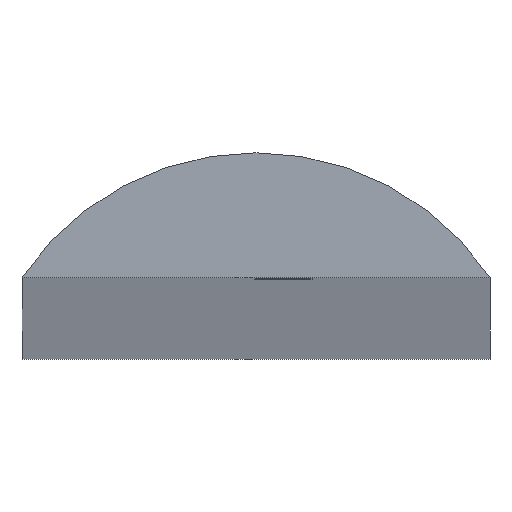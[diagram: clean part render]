
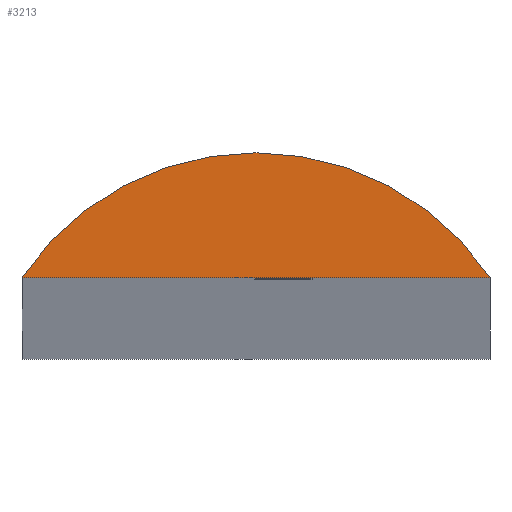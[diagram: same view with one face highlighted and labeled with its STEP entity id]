
A CAD part, top view. The second image highlights one B-rep face of the part: STEP entity #3213.
In plain terms, the highlighted planar face has unit normal (0, 0, 1).
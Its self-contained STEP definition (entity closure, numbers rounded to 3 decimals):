
#28 = PLANE ( 'NONE',  #3602 ) ;
#605 = AXIS2_PLACEMENT_3D ( 'NONE', #3697, #8856, #4453 ) ;
#903 = EDGE_LOOP ( 'NONE', ( #1445, #3931 ) ) ;
#1445 = ORIENTED_EDGE ( 'NONE', *, *, #7308, .T. ) ;
#1897 = VERTEX_POINT ( 'NONE', #2714 ) ;
#2422 = FACE_OUTER_BOUND ( 'NONE', #903, .T. ) ;
#2714 = CARTESIAN_POINT ( 'NONE',  ( -15., 0., 0. ) ) ;
#3142 = DIRECTION ( 'NONE',  ( -1., 0., 0. ) ) ;
#3213 = ADVANCED_FACE ( 'NONE', ( #2422 ), #28, .F. ) ;
#3554 = DIRECTION ( 'NONE',  ( 1., 0., 0. ) ) ;
#3602 = AXIS2_PLACEMENT_3D ( 'NONE', #6784, #7536, #3142 ) ;
#3697 = CARTESIAN_POINT ( 'NONE',  ( 0., -10.063, 0. ) ) ;
#3931 = ORIENTED_EDGE ( 'NONE', *, *, #6461, .T. ) ;
#4428 = CARTESIAN_POINT ( 'NONE',  ( 15., 0., 0. ) ) ;
#4453 = DIRECTION ( 'NONE',  ( -1., 0., 0. ) ) ;
#4680 = CIRCLE ( 'NONE', #605, 18.063 ) ;
#5107 = VECTOR ( 'NONE', #3554, 1000. ) ;
#5318 = LINE ( 'NONE', #7206, #5107 ) ;
#6461 = EDGE_CURVE ( 'NONE', #1897, #9163, #5318, .T. ) ;
#6784 = CARTESIAN_POINT ( 'NONE',  ( 0., -10.063, 0. ) ) ;
#7206 = CARTESIAN_POINT ( 'NONE',  ( -15., 0., 0. ) ) ;
#7308 = EDGE_CURVE ( 'NONE', #9163, #1897, #4680, .T. ) ;
#7536 = DIRECTION ( 'NONE',  ( 0., 0., -1. ) ) ;
#8856 = DIRECTION ( 'NONE',  ( 0., 0., 1. ) ) ;
#9163 = VERTEX_POINT ( 'NONE', #4428 ) ;
